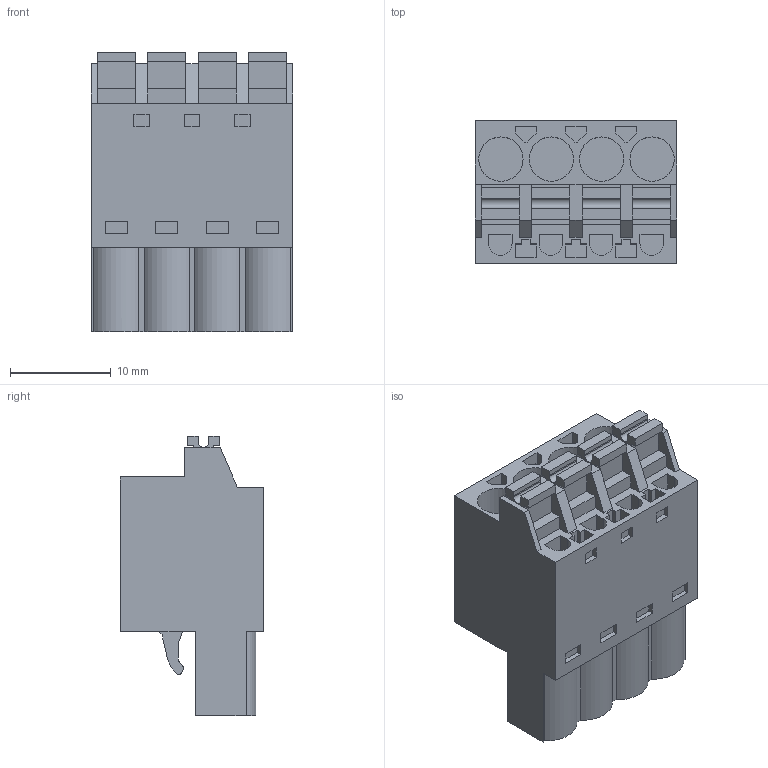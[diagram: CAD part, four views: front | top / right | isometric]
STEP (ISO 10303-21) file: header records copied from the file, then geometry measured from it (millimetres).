
FILE_DESCRIPTION(('CATIA V5 STEP Exchange','CAx-IF Rec.Pracs.--- Model Styling and Organization---1.2---2011-12-15'),'2;1');
FILE_NAME ('D1446764_0_1017880000_1017880000.stp','2017-04-27T12:44:03+00:00',('none'),('Weidmueller'),'CATIA Version 5-6 Release 2014','CATIA V5 STEP AP214','none');
FILE_SCHEMA(('AUTOMOTIVE_DESIGN { 1 0 10303 214 1 1 1 1 }'));
Length unit declared in the file: millimetre
Products named in the file (1): 1017880000
Bounding box: 20 x 14.2 x 27.73 mm (x, y, z)
Volume: 5036.9 mm3; surface area: 3052 mm2
Topology: 5 solids, 5 shells, 343 faces, 983 edges, 681 vertices
Faces by surface type: plane 307, cylinder 32, extrusion 4
Entity records: 11186 total; most frequent: CARTESIAN_POINT 2076, ORIENTED_EDGE 1966, DIRECTION 1494, EDGE_CURVE 983, VECTOR 908, LINE 904, VERTEX_POINT 681, EDGE_LOOP 380
